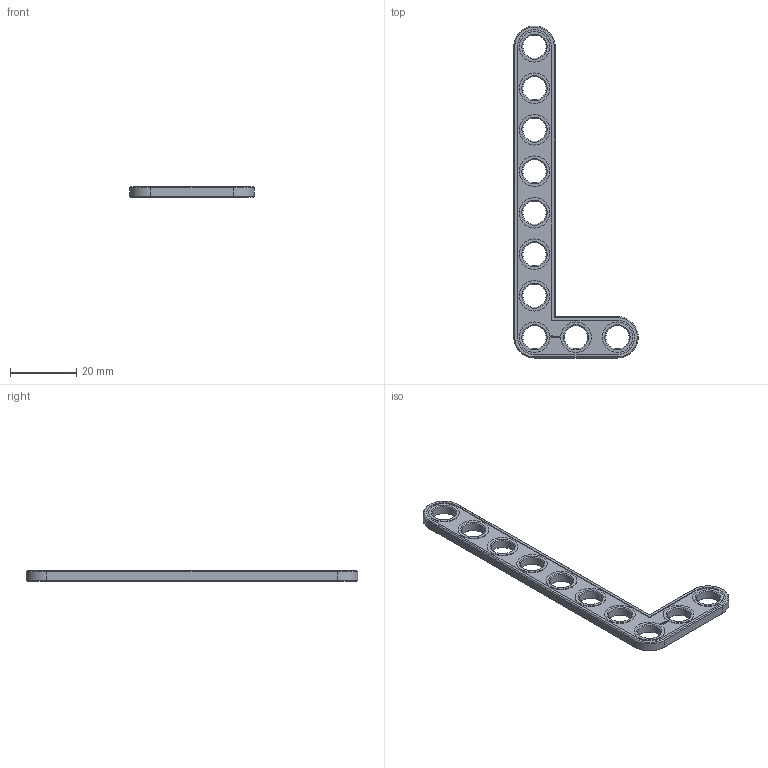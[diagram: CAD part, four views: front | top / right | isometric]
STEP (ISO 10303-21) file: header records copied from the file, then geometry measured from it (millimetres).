
FILE_DESCRIPTION(('FreeCAD Model'),'2;1');
FILE_NAME('Open CASCADE Shape Model','2022-02-08T21:14:02',( 'Paulo Kiefe'),('STEMFIE.org'),'Open CASCADE STEP processor 7.4', 'FreeCAD','Unknown');
FILE_SCHEMA(('AUTOMOTIVE_DESIGN { 1 0 10303 214 1 1 1 1 }'));
Length unit declared in the file: millimetre
Products named in the file (1): Brace_AGD_90_ASYM_ERR_BU03x08x01x00.25_-_SPN-BRC-1022_(stemfie.org)
Bounding box: 37.5 x 100 x 3.12 mm (x, y, z)
Volume: 3391 mm3; surface area: 3718.9 mm2
Topology: 1 solids, 1 shells, 574 faces, 1553 edges, 1024 vertices
Faces by surface type: plane 344, extrusion 178, cone 26, cylinder 26
Full cylindrical faces by diameter (mm): 7 x10, 9.2 x10
Entity records: 39441 total; most frequent: CARTESIAN_POINT 9595, DIRECTION 4799, VECTOR 3807, LINE 3629, ORIENTED_EDGE 3106, PCURVE 3106, DEFINITIONAL_REPRESENTATION 3106, EDGE_CURVE 1553
